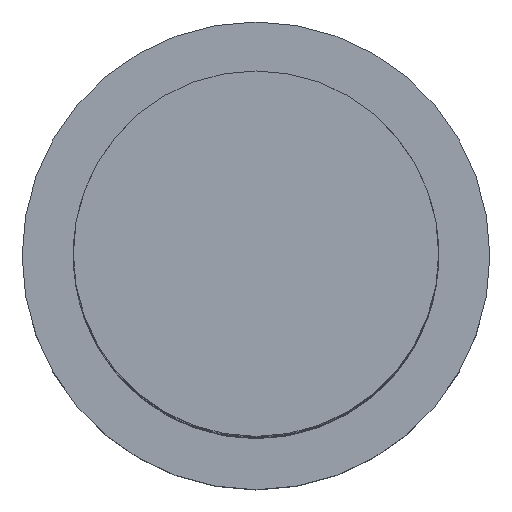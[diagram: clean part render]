
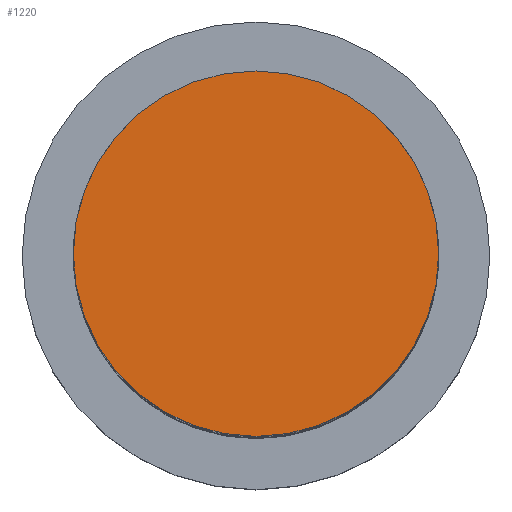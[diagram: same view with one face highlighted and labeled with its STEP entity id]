
A CAD part, top view. The second image highlights one B-rep face of the part: STEP entity #1220.
In plain terms, the highlighted planar face has unit normal (0, 0, 1).
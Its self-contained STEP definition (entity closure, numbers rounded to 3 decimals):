
#66 = PLANE ( 'NONE',  #1152 ) ;
#73 = CARTESIAN_POINT ( 'NONE',  ( 0., 0., 96. ) ) ;
#95 = DIRECTION ( 'NONE',  ( 0., 0., 1. ) ) ;
#130 = VERTEX_POINT ( 'NONE', #254 ) ;
#166 = AXIS2_PLACEMENT_3D ( 'NONE', #73, #95, #996 ) ;
#254 = CARTESIAN_POINT ( 'NONE',  ( 12.5, 0., 96. ) ) ;
#347 = CARTESIAN_POINT ( 'NONE',  ( 0., 0., 96. ) ) ;
#445 = DIRECTION ( 'NONE',  ( 1., 0., 0. ) ) ;
#531 = FACE_OUTER_BOUND ( 'NONE', #1362, .T. ) ;
#635 = ORIENTED_EDGE ( 'NONE', *, *, #1060, .T. ) ;
#728 = ORIENTED_EDGE ( 'NONE', *, *, #793, .T. ) ;
#793 = EDGE_CURVE ( 'NONE', #1340, #130, #909, .T. ) ;
#909 = CIRCLE ( 'NONE', #1177, 12.5 ) ;
#981 = DIRECTION ( 'NONE',  ( 1., 0., 0. ) ) ;
#996 = DIRECTION ( 'NONE',  ( 1., 0., 0. ) ) ;
#1037 = CARTESIAN_POINT ( 'NONE',  ( -12.5, 0., 96. ) ) ;
#1053 = CIRCLE ( 'NONE', #166, 12.5 ) ;
#1060 = EDGE_CURVE ( 'NONE', #130, #1340, #1053, .T. ) ;
#1093 = DIRECTION ( 'NONE',  ( 0., 0., 1. ) ) ;
#1152 = AXIS2_PLACEMENT_3D ( 'NONE', #1318, #1093, #981 ) ;
#1177 = AXIS2_PLACEMENT_3D ( 'NONE', #347, #1483, #445 ) ;
#1220 = ADVANCED_FACE ( 'NONE', ( #531 ), #66, .T. ) ;
#1318 = CARTESIAN_POINT ( 'NONE',  ( 0., 0., 96. ) ) ;
#1340 = VERTEX_POINT ( 'NONE', #1037 ) ;
#1362 = EDGE_LOOP ( 'NONE', ( #728, #635 ) ) ;
#1483 = DIRECTION ( 'NONE',  ( 0., 0., 1. ) ) ;
